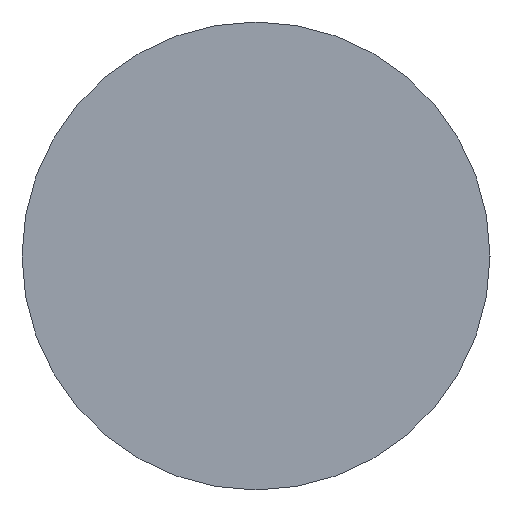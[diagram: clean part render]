
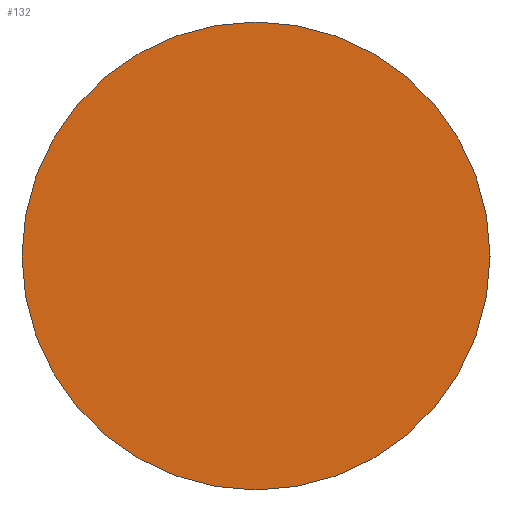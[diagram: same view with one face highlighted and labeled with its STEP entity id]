
A CAD part, left-side view. The second image highlights one B-rep face of the part: STEP entity #132.
In plain terms, the highlighted planar face has unit normal (-1, 0, 0).
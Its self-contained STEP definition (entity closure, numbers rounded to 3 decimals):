
#14 = DIRECTION ( 'NONE',  ( 1., 0., 0. ) ) ;
#17 = DIRECTION ( 'NONE',  ( 0., 0., -1. ) ) ;
#31 = EDGE_LOOP ( 'NONE', ( #60, #141 ) ) ;
#60 = ORIENTED_EDGE ( 'NONE', *, *, #95, .T. ) ;
#66 = CARTESIAN_POINT ( 'NONE',  ( 44.32, 26.089, 0. ) ) ;
#70 = FACE_OUTER_BOUND ( 'NONE', #31, .T. ) ;
#72 = DIRECTION ( 'NONE',  ( -1., 0., 0. ) ) ;
#79 = DIRECTION ( 'NONE',  ( 0., 0., 1. ) ) ;
#84 = AXIS2_PLACEMENT_3D ( 'NONE', #66, #122, #79 ) ;
#95 = EDGE_CURVE ( 'NONE', #154, #119, #135, .T. ) ;
#104 = CARTESIAN_POINT ( 'NONE',  ( 44.32, 26.089, -5. ) ) ;
#111 = CARTESIAN_POINT ( 'NONE',  ( 44.32, 26.089, 0. ) ) ;
#112 = DIRECTION ( 'NONE',  ( 0., 0., 1. ) ) ;
#113 = CARTESIAN_POINT ( 'NONE',  ( 44.32, 26.089, 0. ) ) ;
#119 = VERTEX_POINT ( 'NONE', #104 ) ;
#120 = EDGE_CURVE ( 'NONE', #119, #154, #140, .T. ) ;
#122 = DIRECTION ( 'NONE',  ( -1., 0., 0. ) ) ;
#123 = PLANE ( 'NONE',  #130 ) ;
#130 = AXIS2_PLACEMENT_3D ( 'NONE', #111, #14, #17 ) ;
#132 = ADVANCED_FACE ( 'NONE', ( #70 ), #123, .F. ) ;
#135 = CIRCLE ( 'NONE', #84, 5. ) ;
#140 = CIRCLE ( 'NONE', #150, 5. ) ;
#141 = ORIENTED_EDGE ( 'NONE', *, *, #120, .T. ) ;
#146 = CARTESIAN_POINT ( 'NONE',  ( 44.32, 26.089, 5. ) ) ;
#150 = AXIS2_PLACEMENT_3D ( 'NONE', #113, #72, #112 ) ;
#154 = VERTEX_POINT ( 'NONE', #146 ) ;
